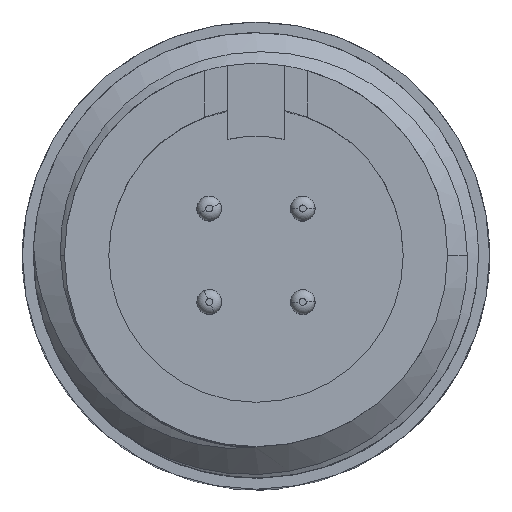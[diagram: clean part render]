
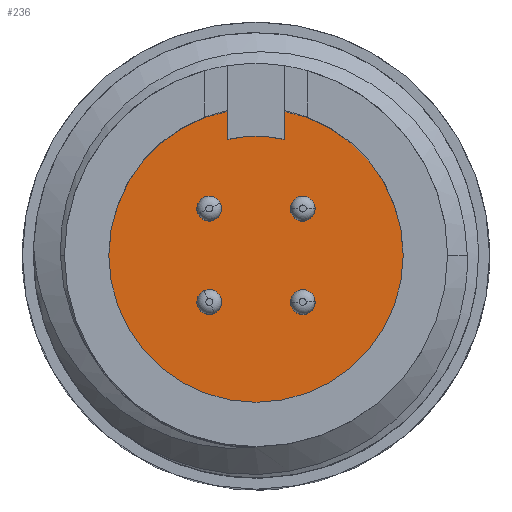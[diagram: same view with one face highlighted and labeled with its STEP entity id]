
A CAD part, top view. The second image highlights one B-rep face of the part: STEP entity #236.
In plain terms, the highlighted planar face has unit normal (0, 0, 1).
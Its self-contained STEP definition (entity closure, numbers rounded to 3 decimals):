
#119 = VERTEX_POINT ( 'NONE', #1556 ) ;
#120 = AXIS2_PLACEMENT_3D ( 'NONE', #1524, #4543, #1960 ) ;
#145 = ORIENTED_EDGE ( 'NONE', *, *, #2229, .F. ) ;
#147 = CARTESIAN_POINT ( 'NONE',  ( 6.109, 5.821, 10.122 ) ) ;
#148 = CARTESIAN_POINT ( 'NONE',  ( 5.756, 7.943, 10.122 ) ) ;
#166 = VERTEX_POINT ( 'NONE', #4707 ) ;
#213 = DIRECTION ( 'NONE',  ( 0., 0., 1. ) ) ;
#236 = ADVANCED_FACE ( 'NONE', ( #1305, #3473, #2321, #1164, #5657 ), #4366, .F. ) ;
#273 = ORIENTED_EDGE ( 'NONE', *, *, #1891, .F. ) ;
#303 = CARTESIAN_POINT ( 'NONE',  ( 7.994, 8.06, 10.122 ) ) ;
#331 = CIRCLE ( 'NONE', #426, 3.15 ) ;
#368 = VERTEX_POINT ( 'NONE', #2398 ) ;
#426 = AXIS2_PLACEMENT_3D ( 'NONE', #2836, #213, #3273 ) ;
#555 = CARTESIAN_POINT ( 'NONE',  ( 6.994, 7.06, 10.122 ) ) ;
#586 = DIRECTION ( 'NONE',  ( -1., 0., 0. ) ) ;
#716 = DIRECTION ( 'NONE',  ( 0., 0., 1. ) ) ;
#742 = DIRECTION ( 'NONE',  ( -1., 0., 0. ) ) ;
#768 = ORIENTED_EDGE ( 'NONE', *, *, #5557, .F. ) ;
#833 = CARTESIAN_POINT ( 'NONE',  ( 7.994, 6.06, 10.122 ) ) ;
#863 = AXIS2_PLACEMENT_3D ( 'NONE', #1233, #5257, #586 ) ;
#964 = VERTEX_POINT ( 'NONE', #5445 ) ;
#1010 = CARTESIAN_POINT ( 'NONE',  ( 5.994, 8.06, 10.122 ) ) ;
#1149 = CIRCLE ( 'NONE', #863, 0.265 ) ;
#1164 = FACE_BOUND ( 'NONE', #3613, .T. ) ;
#1233 = CARTESIAN_POINT ( 'NONE',  ( 7.994, 6.06, 10.122 ) ) ;
#1267 = DIRECTION ( 'NONE',  ( -1., 0., 0. ) ) ;
#1274 = CARTESIAN_POINT ( 'NONE',  ( 7.729, 6.054, 10.122 ) ) ;
#1305 = FACE_BOUND ( 'NONE', #4037, .T. ) ;
#1310 = ORIENTED_EDGE ( 'NONE', *, *, #5063, .F. ) ;
#1317 = DIRECTION ( 'NONE',  ( -1., 0., 0. ) ) ;
#1374 = EDGE_CURVE ( 'NONE', #2913, #4393, #2240, .T. ) ;
#1406 = CARTESIAN_POINT ( 'NONE',  ( 7.729, 8.06, 10.122 ) ) ;
#1441 = CARTESIAN_POINT ( 'NONE',  ( 6.232, 8.176, 10.122 ) ) ;
#1449 = DIRECTION ( 'NONE',  ( -1., 0., 0. ) ) ;
#1524 = CARTESIAN_POINT ( 'NONE',  ( 5.994, 6.06, 10.122 ) ) ;
#1556 = CARTESIAN_POINT ( 'NONE',  ( 3.844, 7.06, 10.122 ) ) ;
#1584 = ORIENTED_EDGE ( 'NONE', *, *, #1374, .F. ) ;
#1815 = AXIS2_PLACEMENT_3D ( 'NONE', #1010, #4038, #1449 ) ;
#1891 = EDGE_CURVE ( 'NONE', #4393, #2913, #3585, .T. ) ;
#1913 = CIRCLE ( 'NONE', #2162, 0.265 ) ;
#1960 = DIRECTION ( 'NONE',  ( -1., 0., 0. ) ) ;
#2001 = VERTEX_POINT ( 'NONE', #5611 ) ;
#2123 = DIRECTION ( 'NONE',  ( -1., 0., 0. ) ) ;
#2162 = AXIS2_PLACEMENT_3D ( 'NONE', #303, #3355, #742 ) ;
#2229 = EDGE_CURVE ( 'NONE', #964, #5335, #1149, .T. ) ;
#2239 = ORIENTED_EDGE ( 'NONE', *, *, #4077, .F. ) ;
#2240 = CIRCLE ( 'NONE', #1815, 0.265 ) ;
#2305 = AXIS2_PLACEMENT_3D ( 'NONE', #2434, #5486, #2897 ) ;
#2321 = FACE_BOUND ( 'NONE', #3136, .T. ) ;
#2367 = CIRCLE ( 'NONE', #2776, 0.265 ) ;
#2398 = CARTESIAN_POINT ( 'NONE',  ( 8.259, 8.06, 10.122 ) ) ;
#2434 = CARTESIAN_POINT ( 'NONE',  ( 5.994, 6.06, 10.122 ) ) ;
#2486 = ORIENTED_EDGE ( 'NONE', *, *, #3064, .T. ) ;
#2519 = CIRCLE ( 'NONE', #120, 0.265 ) ;
#2599 = CARTESIAN_POINT ( 'NONE',  ( 7.994, 8.06, 10.122 ) ) ;
#2647 = AXIS2_PLACEMENT_3D ( 'NONE', #5040, #4752, #2123 ) ;
#2776 = AXIS2_PLACEMENT_3D ( 'NONE', #833, #3876, #1267 ) ;
#2836 = CARTESIAN_POINT ( 'NONE',  ( 6.994, 7.06, 10.122 ) ) ;
#2865 = ORIENTED_EDGE ( 'NONE', *, *, #2985, .T. ) ;
#2897 = DIRECTION ( 'NONE',  ( -1., 0., 0. ) ) ;
#2913 = VERTEX_POINT ( 'NONE', #148 ) ;
#2968 = EDGE_CURVE ( 'NONE', #4486, #166, #2519, .T. ) ;
#2985 = EDGE_CURVE ( 'NONE', #2001, #119, #331, .T. ) ;
#2996 = EDGE_LOOP ( 'NONE', ( #2865, #2486 ) ) ;
#3042 = DIRECTION ( 'NONE',  ( -1., 0., 0. ) ) ;
#3064 = EDGE_CURVE ( 'NONE', #119, #2001, #4458, .T. ) ;
#3136 = EDGE_LOOP ( 'NONE', ( #4511, #768 ) ) ;
#3273 = DIRECTION ( 'NONE',  ( -1., 0., 0. ) ) ;
#3335 = CARTESIAN_POINT ( 'NONE',  ( 6.994, 7.06, 10.122 ) ) ;
#3355 = DIRECTION ( 'NONE',  ( 0., 0., 1. ) ) ;
#3473 = FACE_BOUND ( 'NONE', #3949, .T. ) ;
#3522 = EDGE_CURVE ( 'NONE', #368, #4812, #3612, .T. ) ;
#3585 = CIRCLE ( 'NONE', #2647, 0.265 ) ;
#3612 = CIRCLE ( 'NONE', #4647, 0.265 ) ;
#3613 = EDGE_LOOP ( 'NONE', ( #273, #1584 ) ) ;
#3764 = DIRECTION ( 'NONE',  ( -1., 0., 0. ) ) ;
#3876 = DIRECTION ( 'NONE',  ( 0., 0., 1. ) ) ;
#3911 = DIRECTION ( 'NONE',  ( 0., 0., -1. ) ) ;
#3949 = EDGE_LOOP ( 'NONE', ( #1310, #4704 ) ) ;
#4037 = EDGE_LOOP ( 'NONE', ( #145, #2239 ) ) ;
#4038 = DIRECTION ( 'NONE',  ( 0., 0., 1. ) ) ;
#4052 = AXIS2_PLACEMENT_3D ( 'NONE', #555, #3911, #1317 ) ;
#4077 = EDGE_CURVE ( 'NONE', #5335, #964, #2367, .T. ) ;
#4366 = PLANE ( 'NONE',  #4052 ) ;
#4393 = VERTEX_POINT ( 'NONE', #1441 ) ;
#4458 = CIRCLE ( 'NONE', #5384, 3.15 ) ;
#4486 = VERTEX_POINT ( 'NONE', #147 ) ;
#4511 = ORIENTED_EDGE ( 'NONE', *, *, #3522, .F. ) ;
#4543 = DIRECTION ( 'NONE',  ( 0., 0., 1. ) ) ;
#4647 = AXIS2_PLACEMENT_3D ( 'NONE', #2599, #5632, #3042 ) ;
#4704 = ORIENTED_EDGE ( 'NONE', *, *, #2968, .F. ) ;
#4707 = CARTESIAN_POINT ( 'NONE',  ( 5.88, 6.299, 10.122 ) ) ;
#4752 = DIRECTION ( 'NONE',  ( 0., 0., 1. ) ) ;
#4757 = CIRCLE ( 'NONE', #2305, 0.265 ) ;
#4812 = VERTEX_POINT ( 'NONE', #1406 ) ;
#5040 = CARTESIAN_POINT ( 'NONE',  ( 5.994, 8.06, 10.122 ) ) ;
#5063 = EDGE_CURVE ( 'NONE', #166, #4486, #4757, .T. ) ;
#5257 = DIRECTION ( 'NONE',  ( 0., 0., 1. ) ) ;
#5335 = VERTEX_POINT ( 'NONE', #1274 ) ;
#5384 = AXIS2_PLACEMENT_3D ( 'NONE', #3335, #716, #3764 ) ;
#5445 = CARTESIAN_POINT ( 'NONE',  ( 8.259, 6.065, 10.122 ) ) ;
#5486 = DIRECTION ( 'NONE',  ( 0., 0., 1. ) ) ;
#5557 = EDGE_CURVE ( 'NONE', #4812, #368, #1913, .T. ) ;
#5611 = CARTESIAN_POINT ( 'NONE',  ( 10.144, 7.06, 10.122 ) ) ;
#5632 = DIRECTION ( 'NONE',  ( 0., 0., 1. ) ) ;
#5657 = FACE_OUTER_BOUND ( 'NONE', #2996, .T. ) ;
